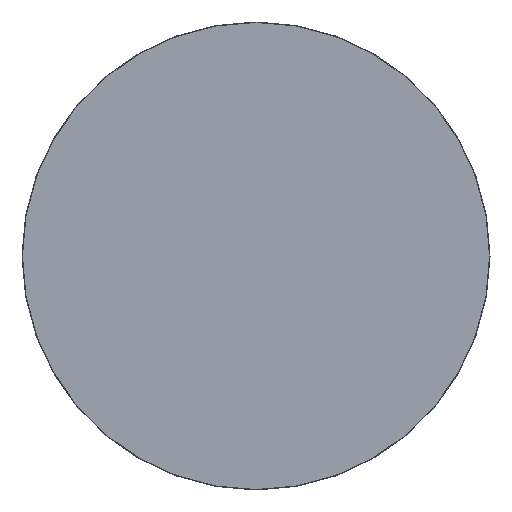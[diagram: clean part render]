
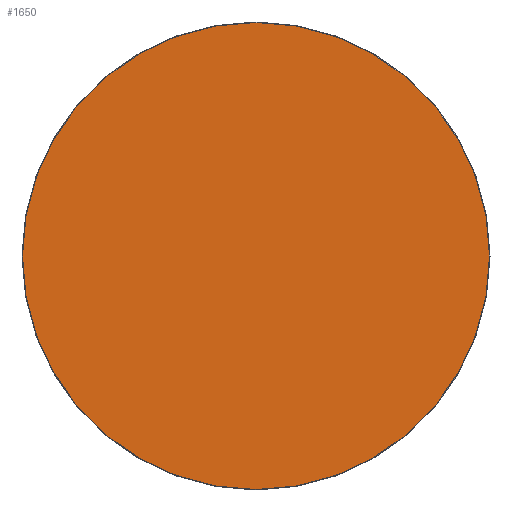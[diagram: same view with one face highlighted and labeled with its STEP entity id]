
A CAD part, left-side view. The second image highlights one B-rep face of the part: STEP entity #1650.
In plain terms, the highlighted planar face has unit normal (-1, 0, 0).
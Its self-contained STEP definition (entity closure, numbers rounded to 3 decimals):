
#18 = DIRECTION ( 'NONE',  ( 0., 0., 1. ) ) ;
#323 = DIRECTION ( 'NONE',  ( -1., 0., 0. ) ) ;
#370 = AXIS2_PLACEMENT_3D ( 'NONE', #1665, #582, #885 ) ;
#425 = CARTESIAN_POINT ( 'NONE',  ( 0., 0., -149.7 ) ) ;
#582 = DIRECTION ( 'NONE',  ( -1., 0., 0. ) ) ;
#624 = EDGE_CURVE ( 'NONE', #1368, #1373, #644, .T. ) ;
#644 = CIRCLE ( 'NONE', #1564, 149.7 ) ;
#885 = DIRECTION ( 'NONE',  ( 0., 0., 1. ) ) ;
#910 = DIRECTION ( 'NONE',  ( 0., 0., -1. ) ) ;
#950 = EDGE_CURVE ( 'NONE', #1373, #1368, #1481, .T. ) ;
#952 = CARTESIAN_POINT ( 'NONE',  ( 0., 0., 0. ) ) ;
#1363 = PLANE ( 'NONE',  #1703 ) ;
#1368 = VERTEX_POINT ( 'NONE', #1660 ) ;
#1373 = VERTEX_POINT ( 'NONE', #425 ) ;
#1481 = CIRCLE ( 'NONE', #370, 149.7 ) ;
#1503 = DIRECTION ( 'NONE',  ( 1., 0., 0. ) ) ;
#1564 = AXIS2_PLACEMENT_3D ( 'NONE', #952, #323, #18 ) ;
#1639 = EDGE_LOOP ( 'NONE', ( #1704, #1834 ) ) ;
#1650 = ADVANCED_FACE ( 'NONE', ( #1845 ), #1363, .F. ) ;
#1660 = CARTESIAN_POINT ( 'NONE',  ( 0., 0., 149.7 ) ) ;
#1665 = CARTESIAN_POINT ( 'NONE',  ( 0., 0., 0. ) ) ;
#1703 = AXIS2_PLACEMENT_3D ( 'NONE', #1970, #1503, #910 ) ;
#1704 = ORIENTED_EDGE ( 'NONE', *, *, #950, .T. ) ;
#1834 = ORIENTED_EDGE ( 'NONE', *, *, #624, .T. ) ;
#1845 = FACE_OUTER_BOUND ( 'NONE', #1639, .T. ) ;
#1970 = CARTESIAN_POINT ( 'NONE',  ( 0., 0., 0. ) ) ;
